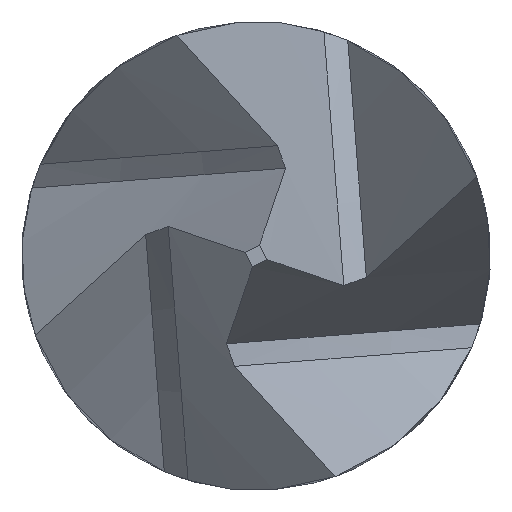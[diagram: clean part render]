
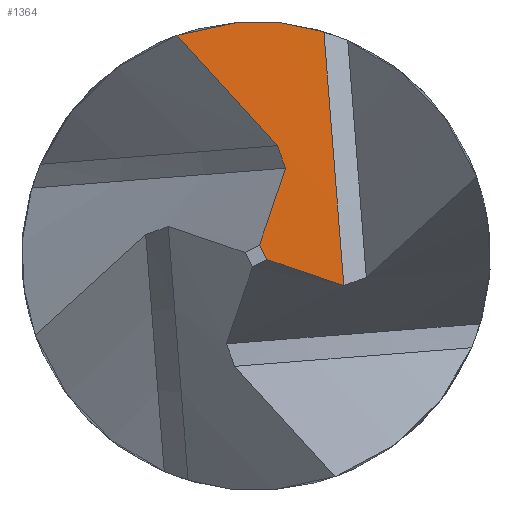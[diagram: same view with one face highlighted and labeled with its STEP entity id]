
A CAD part, left-side view. The second image highlights one B-rep face of the part: STEP entity #1364.
In plain terms, the highlighted conical face has half-angle 61 degrees and reference radius 9.525 mm.
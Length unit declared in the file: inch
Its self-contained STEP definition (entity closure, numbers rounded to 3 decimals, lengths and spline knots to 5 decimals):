
#2 = CARTESIAN_POINT ( 'NONE',  ( -0.43996, -0.00283, 0.01207 ) ) ;
#102 = B_SPLINE_CURVE_WITH_KNOTS ( 'NONE', 3,
 ( #1685, #1693, #2019, #1059 ),
 .UNSPECIFIED., .F., .F.,
 ( 4, 4 ),
 ( 0.00353, 0.00357 ),
 .UNSPECIFIED. ) ;
#125 = CARTESIAN_POINT ( 'NONE',  ( -0.45324, 0.00927, 0.02589 ) ) ;
#130 = CARTESIAN_POINT ( 'NONE',  ( -0.41159, -0.00797, 0.02632 ) ) ;
#179 = EDGE_CURVE ( 'NONE', #811, #262, #561, .T. ) ;
#194 = EDGE_LOOP ( 'NONE', ( #1774, #277, #2043, #1983, #893, #1731, #1202, #1393 ) ) ;
#202 = CARTESIAN_POINT ( 'NONE',  ( -0.45347, -0.00423, -0.00136 ) ) ;
#207 = AXIS2_PLACEMENT_3D ( 'NONE', #1665, #1622, #1309 ) ;
#216 = CARTESIAN_POINT ( 'NONE',  ( -0.46, -0.00041, 0.00128 ) ) ;
#236 = VERTEX_POINT ( 'NONE', #1376 ) ;
#239 = CARTESIAN_POINT ( 'NONE',  ( -0.44051, -0.00347, 0.0103 ) ) ;
#262 = VERTEX_POINT ( 'NONE', #1225 ) ;
#277 = ORIENTED_EDGE ( 'NONE', *, *, #943, .T. ) ;
#281 = CARTESIAN_POINT ( 'NONE',  ( -0.42649, -0.00094, 0.02766 ) ) ;
#283 = CARTESIAN_POINT ( 'NONE',  ( -0.44683, 0.00707, 0.02668 ) ) ;
#286 = EDGE_CURVE ( 'NONE', #262, #1657, #853, .T. ) ;
#298 = CARTESIAN_POINT ( 'NONE',  ( -0.46, -0.00041, 0.00128 ) ) ;
#351 = VERTEX_POINT ( 'NONE', #298 ) ;
#355 = CARTESIAN_POINT ( 'NONE',  ( -0.44697, -0.00724, -0.00238 ) ) ;
#404 = VERTEX_POINT ( 'NONE', #1124 ) ;
#407 = AXIS2_PLACEMENT_3D ( 'NONE', #442, #1554, #600 ) ;
#442 = CARTESIAN_POINT ( 'NONE',  ( -0.69515, 0.01123, 0.271 ) ) ;
#447 = CARTESIAN_POINT ( 'NONE',  ( -0.44051, -0.00347, 0.0103 ) ) ;
#523 = EDGE_CURVE ( 'NONE', #1657, #351, #1204, .T. ) ;
#561 = B_SPLINE_CURVE_WITH_KNOTS ( 'NONE', 3,
 ( #1841, #1576, #1368, #884 ),
 .UNSPECIFIED., .F., .F.,
 ( 4, 4 ),
 ( 0.00004, 0.0006 ),
 .UNSPECIFIED. ) ;
#571 = CARTESIAN_POINT ( 'NONE',  ( -0.44023, -0.00315, 0.01118 ) ) ;
#574 = CARTESIAN_POINT ( 'NONE',  ( -0.41159, -0.00797, 0.02632 ) ) ;
#600 = DIRECTION ( 'NONE',  ( 0., 0.078, 0.997 ) ) ;
#752 = CARTESIAN_POINT ( 'NONE',  ( -0.43415, 0.00215, 0.02742 ) ) ;
#763 = VERTEX_POINT ( 'NONE', #574 ) ;
#811 = VERTEX_POINT ( 'NONE', #125 ) ;
#853 = B_SPLINE_CURVE_WITH_KNOTS ( 'NONE', 3,
 ( #921, #2, #571, #1681 ),
 .UNSPECIFIED., .F., .F.,
 ( 4, 4 ),
 ( 0.00001, 0.00008 ),
 .UNSPECIFIED. ) ;
#857 = CARTESIAN_POINT ( 'NONE',  ( -0.44697, -0.00238, 0.00724 ) ) ;
#884 = CARTESIAN_POINT ( 'NONE',  ( -0.43969, -0.00251, 0.01295 ) ) ;
#893 = ORIENTED_EDGE ( 'NONE', *, *, #1755, .T. ) ;
#895 = CIRCLE ( 'NONE', #407, 0.37502 ) ;
#921 = CARTESIAN_POINT ( 'NONE',  ( -0.43969, -0.00251, 0.01295 ) ) ;
#943 = EDGE_CURVE ( 'NONE', #404, #1953, #1070, .T. ) ;
#979 = CARTESIAN_POINT ( 'NONE',  ( -0.46, -0.00128, -0.00041 ) ) ;
#1059 = CARTESIAN_POINT ( 'NONE',  ( -0.46, -0.00041, 0.00128 ) ) ;
#1070 = B_SPLINE_CURVE_WITH_KNOTS ( 'NONE', 3,
 ( #979, #202, #355, #1468 ),
 .UNSPECIFIED., .F., .F.,
 ( 4, 4 ),
 ( 0., 0.00055 ),
 .UNSPECIFIED. ) ;
#1074 = CARTESIAN_POINT ( 'NONE',  ( -0.44051, -0.0103, -0.00347 ) ) ;
#1124 = CARTESIAN_POINT ( 'NONE',  ( -0.46, -0.00128, -0.00041 ) ) ;
#1153 = CARTESIAN_POINT ( 'NONE',  ( -0.45347, -0.00136, 0.00423 ) ) ;
#1202 = ORIENTED_EDGE ( 'NONE', *, *, #286, .T. ) ;
#1204 = B_SPLINE_CURVE_WITH_KNOTS ( 'NONE', 3,
 ( #239, #857, #1153, #216 ),
 .UNSPECIFIED., .F., .F.,
 ( 4, 4 ),
 ( 0., 0.00055 ),
 .UNSPECIFIED. ) ;
#1225 = CARTESIAN_POINT ( 'NONE',  ( -0.43969, -0.00251, 0.01295 ) ) ;
#1236 = CARTESIAN_POINT ( 'NONE',  ( -0.41895, -0.00428, 0.02744 ) ) ;
#1309 = DIRECTION ( 'NONE',  ( 0., -0.078, -0.997 ) ) ;
#1343 = B_SPLINE_CURVE_WITH_KNOTS ( 'NONE', 3,
 ( #752, #1872, #283, #1396 ),
 .UNSPECIFIED., .F., .F.,
 ( 4, 4 ),
 ( 0.00076, 0.00127 ),
 .UNSPECIFIED. ) ;
#1364 = ADVANCED_FACE ( 'NONE', ( #1420 ), #1593, .F. ) ;
#1368 = CARTESIAN_POINT ( 'NONE',  ( -0.4442, 0.00142, 0.01726 ) ) ;
#1376 = CARTESIAN_POINT ( 'NONE',  ( -0.43415, 0.00215, 0.02742 ) ) ;
#1389 = CARTESIAN_POINT ( 'NONE',  ( -0.43415, 0.00215, 0.02742 ) ) ;
#1393 = ORIENTED_EDGE ( 'NONE', *, *, #523, .T. ) ;
#1396 = CARTESIAN_POINT ( 'NONE',  ( -0.45324, 0.00927, 0.02589 ) ) ;
#1420 = FACE_OUTER_BOUND ( 'NONE', #194, .T. ) ;
#1468 = CARTESIAN_POINT ( 'NONE',  ( -0.44051, -0.0103, -0.00347 ) ) ;
#1554 = DIRECTION ( 'NONE',  ( 0., 0.997, -0.078 ) ) ;
#1576 = CARTESIAN_POINT ( 'NONE',  ( -0.44872, 0.00535, 0.02158 ) ) ;
#1592 = EDGE_CURVE ( 'NONE', #763, #1953, #895, .T. ) ;
#1593 = CONICAL_SURFACE ( 'NONE', #207, 0.37502, 1.065 ) ;
#1622 = DIRECTION ( 'NONE',  ( 0., -0.997, 0.078 ) ) ;
#1657 = VERTEX_POINT ( 'NONE', #447 ) ;
#1665 = CARTESIAN_POINT ( 'NONE',  ( -0.69515, 0.01123, 0.271 ) ) ;
#1681 = CARTESIAN_POINT ( 'NONE',  ( -0.44051, -0.00347, 0.0103 ) ) ;
#1685 = CARTESIAN_POINT ( 'NONE',  ( -0.46, -0.00128, -0.00041 ) ) ;
#1693 = CARTESIAN_POINT ( 'NONE',  ( -0.46, -0.00099, 0.00015 ) ) ;
#1724 = B_SPLINE_CURVE_WITH_KNOTS ( 'NONE', 3,
 ( #130, #1236, #281, #1389 ),
 .UNSPECIFIED., .F., .F.,
 ( 4, 4 ),
 ( 0.00013, 0.00076 ),
 .UNSPECIFIED. ) ;
#1731 = ORIENTED_EDGE ( 'NONE', *, *, #179, .T. ) ;
#1755 = EDGE_CURVE ( 'NONE', #236, #811, #1343, .T. ) ;
#1774 = ORIENTED_EDGE ( 'NONE', *, *, #1850, .F. ) ;
#1841 = CARTESIAN_POINT ( 'NONE',  ( -0.45324, 0.00927, 0.02589 ) ) ;
#1850 = EDGE_CURVE ( 'NONE', #404, #351, #102, .T. ) ;
#1872 = CARTESIAN_POINT ( 'NONE',  ( -0.44044, 0.00469, 0.02722 ) ) ;
#1908 = EDGE_CURVE ( 'NONE', #763, #236, #1724, .T. ) ;
#1953 = VERTEX_POINT ( 'NONE', #1074 ) ;
#1983 = ORIENTED_EDGE ( 'NONE', *, *, #1908, .T. ) ;
#2019 = CARTESIAN_POINT ( 'NONE',  ( -0.46, -0.0007, 0.00071 ) ) ;
#2043 = ORIENTED_EDGE ( 'NONE', *, *, #1592, .F. ) ;
